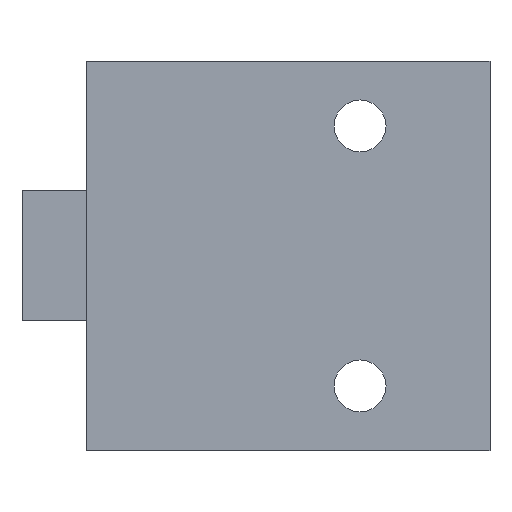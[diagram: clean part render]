
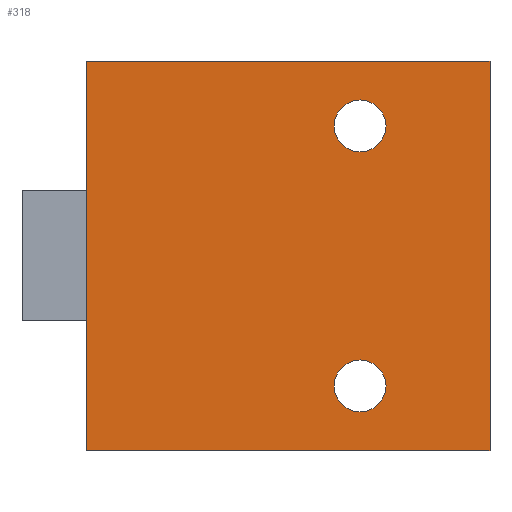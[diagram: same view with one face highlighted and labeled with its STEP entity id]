
A CAD part, front view. The second image highlights one B-rep face of the part: STEP entity #318.
In plain terms, the highlighted planar face has unit normal (0, -1, 0).
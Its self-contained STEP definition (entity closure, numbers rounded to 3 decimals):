
#15=FACE_BOUND('',#58,.T.);
#16=FACE_BOUND('',#59,.T.);
#24=CIRCLE('',#347,2.);
#26=CIRCLE('',#350,2.);
#40=FACE_OUTER_BOUND('',#57,.T.);
#57=EDGE_LOOP('',(#235,#236,#237,#238));
#58=EDGE_LOOP('',(#239));
#59=EDGE_LOOP('',(#240));
#82=LINE('',#465,#116);
#85=LINE('',#480,#119);
#90=LINE('',#490,#124);
#91=LINE('',#491,#125);
#116=VECTOR('',#377,10.);
#119=VECTOR('',#394,10.);
#124=VECTOR('',#401,10.);
#125=VECTOR('',#402,10.);
#147=VERTEX_POINT('',#458);
#150=VERTEX_POINT('',#463);
#151=VERTEX_POINT('',#467);
#153=VERTEX_POINT('',#473);
#155=VERTEX_POINT('',#479);
#159=VERTEX_POINT('',#489);
#178=EDGE_CURVE('',#150,#147,#82,.T.);
#179=EDGE_CURVE('',#151,#151,#24,.T.);
#182=EDGE_CURVE('',#153,#153,#26,.T.);
#185=EDGE_CURVE('',#155,#147,#85,.T.);
#190=EDGE_CURVE('',#159,#150,#90,.T.);
#191=EDGE_CURVE('',#155,#159,#91,.T.);
#235=ORIENTED_EDGE('',*,*,#190,.F.);
#236=ORIENTED_EDGE('',*,*,#191,.F.);
#237=ORIENTED_EDGE('',*,*,#185,.T.);
#238=ORIENTED_EDGE('',*,*,#178,.F.);
#239=ORIENTED_EDGE('',*,*,#179,.T.);
#240=ORIENTED_EDGE('',*,*,#182,.T.);
#303=PLANE('',#353);
#318=ADVANCED_FACE('',(#40,#15,#16),#303,.T.);
#347=AXIS2_PLACEMENT_3D('',#468,#380,#381);
#350=AXIS2_PLACEMENT_3D('',#474,#387,#388);
#353=AXIS2_PLACEMENT_3D('',#488,#399,#400);
#377=DIRECTION('',(0.,0.,-1.));
#380=DIRECTION('center_axis',(0.,1.,0.));
#381=DIRECTION('ref_axis',(1.,0.,0.));
#387=DIRECTION('center_axis',(0.,1.,0.));
#388=DIRECTION('ref_axis',(1.,0.,0.));
#394=DIRECTION('',(1.,0.,0.));
#399=DIRECTION('center_axis',(0.,-1.,0.));
#400=DIRECTION('ref_axis',(1.,0.,0.));
#401=DIRECTION('',(1.,0.,0.));
#402=DIRECTION('',(0.,0.,1.));
#458=CARTESIAN_POINT('',(51.,0.,0.));
#463=CARTESIAN_POINT('',(51.,0.,30.));
#465=CARTESIAN_POINT('',(51.,0.,7.5));
#467=CARTESIAN_POINT('',(39.,0.,25.));
#468=CARTESIAN_POINT('Origin',(41.,0.,25.));
#473=CARTESIAN_POINT('',(39.,0.,5.));
#474=CARTESIAN_POINT('Origin',(41.,0.,5.));
#479=CARTESIAN_POINT('',(20.,0.,0.));
#480=CARTESIAN_POINT('',(46.,0.,0.));
#488=CARTESIAN_POINT('Origin',(20.,0.,0.));
#489=CARTESIAN_POINT('',(20.,0.,30.));
#490=CARTESIAN_POINT('',(20.,0.,30.));
#491=CARTESIAN_POINT('',(20.,0.,0.));
